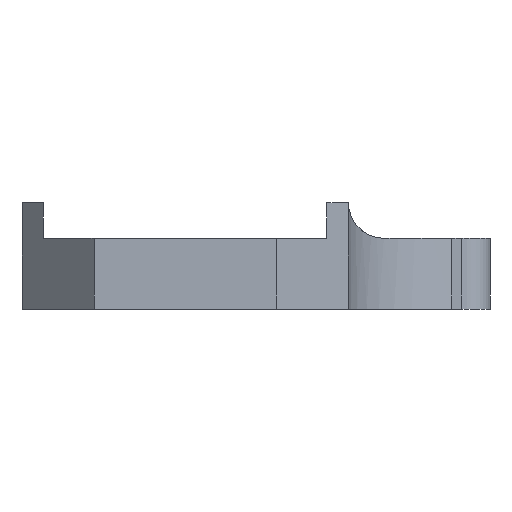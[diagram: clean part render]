
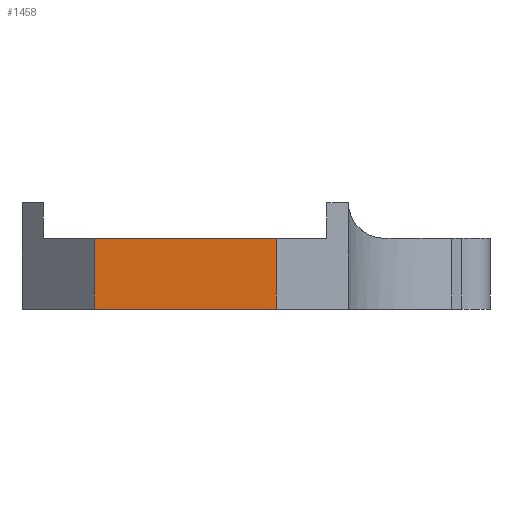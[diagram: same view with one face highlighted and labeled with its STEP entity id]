
A CAD part, left-side view. The second image highlights one B-rep face of the part: STEP entity #1458.
In plain terms, the highlighted planar face has unit normal (-1, 0, 0).
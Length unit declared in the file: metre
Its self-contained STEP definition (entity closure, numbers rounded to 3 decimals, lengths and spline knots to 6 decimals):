
#312=ORIENTED_EDGE('',*,*,#560,.T.);
#313=ORIENTED_EDGE('',*,*,#703,.F.);
#314=ORIENTED_EDGE('',*,*,#662,.F.);
#315=ORIENTED_EDGE('',*,*,#704,.F.);
#560=EDGE_CURVE('',#777,#776,#923,.T.);
#662=EDGE_CURVE('',#869,#870,#981,.T.);
#703=EDGE_CURVE('',#870,#776,#1007,.T.);
#704=EDGE_CURVE('',#777,#869,#1008,.T.);
#776=VERTEX_POINT('',#2120);
#777=VERTEX_POINT('',#2122);
#869=VERTEX_POINT('',#2340);
#870=VERTEX_POINT('',#2342);
#923=LINE('',#2121,#1065);
#981=LINE('',#2341,#1123);
#1007=LINE('',#2436,#1149);
#1008=LINE('',#2437,#1150);
#1065=VECTOR('',#1684,1.);
#1123=VECTOR('',#1838,1.);
#1149=VECTOR('',#1904,1.);
#1150=VECTOR('',#1905,1.);
#1233=EDGE_LOOP('',(#312,#313,#314,#315));
#1332=FACE_BOUND('',#1233,.T.);
#1412=PLANE('',#1599);
#1458=ADVANCED_FACE('',(#1332),#1412,.T.);
#1599=AXIS2_PLACEMENT_3D('',#2435,#1902,#1903);
#1684=DIRECTION('',(0.,-1.,0.));
#1838=DIRECTION('',(0.,-1.,0.));
#1902=DIRECTION('',(-1.,0.,0.));
#1903=DIRECTION('',(0.,0.,1.));
#1904=DIRECTION('',(0.,0.,-1.));
#1905=DIRECTION('',(0.,0.,1.));
#2120=CARTESIAN_POINT('',(0.04215,-0.006433,-0.005));
#2121=CARTESIAN_POINT('',(0.04215,0.,-0.005));
#2122=CARTESIAN_POINT('',(0.04215,0.00642,-0.005));
#2340=CARTESIAN_POINT('',(0.04215,0.00642,0.));
#2341=CARTESIAN_POINT('',(0.04215,0.,0.));
#2342=CARTESIAN_POINT('',(0.04215,-0.006433,0.));
#2435=CARTESIAN_POINT('',(0.04215,0.,-0.005));
#2436=CARTESIAN_POINT('',(0.04215,-0.006433,-0.005));
#2437=CARTESIAN_POINT('',(0.04215,0.00642,-0.005));
